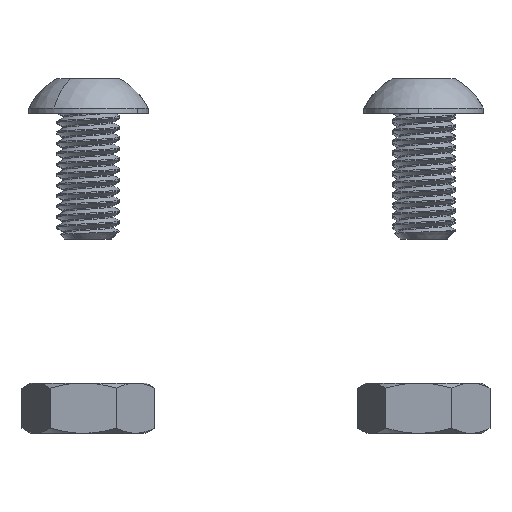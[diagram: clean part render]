
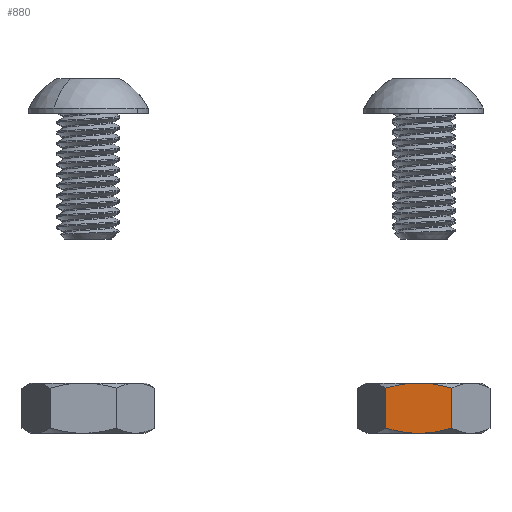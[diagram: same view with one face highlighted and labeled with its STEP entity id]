
A CAD part, front view. The second image highlights one B-rep face of the part: STEP entity #880.
In plain terms, the highlighted face is planar.
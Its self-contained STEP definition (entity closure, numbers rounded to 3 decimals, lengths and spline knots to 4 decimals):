
#711=PLANE('',#2384);
#725=B_SPLINE_CURVE_WITH_KNOTS('',3,(#4367,#4368,#4369,#4370),
 .UNSPECIFIED.,.F.,.F.,(4,4),(0.,1.),.UNSPECIFIED.);
#736=B_SPLINE_CURVE_WITH_KNOTS('',3,(#4431,#4432,#4433,#4434),
 .UNSPECIFIED.,.F.,.F.,(4,4),(0.,1.),.UNSPECIFIED.);
#737=B_SPLINE_CURVE_WITH_KNOTS('',3,(#4436,#4437,#4438,#4439),
 .UNSPECIFIED.,.F.,.F.,(4,4),(0.,1.),.UNSPECIFIED.);
#748=B_SPLINE_CURVE_WITH_KNOTS('',3,(#4502,#4503,#4504,#4505),
 .UNSPECIFIED.,.F.,.F.,(4,4),(0.,1.),.UNSPECIFIED.);
#880=ADVANCED_FACE('NONE',(#980),#711,.F.);
#980=FACE_OUTER_BOUND('',#1085,.T.);
#1085=EDGE_LOOP('',(#1586,#1587,#1588,#1589,#1590,#1591));
#1586=ORIENTED_EDGE('',*,*,#2090,.T.);
#1587=ORIENTED_EDGE('',*,*,#1990,.T.);
#1588=ORIENTED_EDGE('',*,*,#2006,.T.);
#1589=ORIENTED_EDGE('',*,*,#2088,.F.);
#1590=ORIENTED_EDGE('',*,*,#2007,.F.);
#1591=ORIENTED_EDGE('',*,*,#2023,.F.);
#1783=VERTEX_POINT('',#4365);
#1785=VERTEX_POINT('',#4371);
#1794=VERTEX_POINT('',#4430);
#1795=VERTEX_POINT('',#4440);
#1796=VERTEX_POINT('',#4441);
#1806=VERTEX_POINT('',#4501);
#1990=EDGE_CURVE('NONE',#1785,#1783,#725,.T.);
#2006=EDGE_CURVE('NONE',#1783,#1794,#736,.T.);
#2007=EDGE_CURVE('NONE',#1795,#1796,#737,.T.);
#2023=EDGE_CURVE('NONE',#1806,#1795,#748,.T.);
#2088=EDGE_CURVE('NONE',#1796,#1794,#2166,.T.);
#2090=EDGE_CURVE('NONE',#1806,#1785,#2168,.T.);
#2166=LINE('',#5517,#2244);
#2168=LINE('',#5520,#2246);
#2244=VECTOR('',#2705,1.);
#2246=VECTOR('',#2709,1.);
#2384=AXIS2_PLACEMENT_3D('',#5521,#2710,#2711);
#2705=DIRECTION('',(0.,0.,-1.));
#2709=DIRECTION('',(0.,0.,-1.));
#2710=DIRECTION('',(-1.,0.,0.));
#2711=DIRECTION('',(0.,-1.,0.));
#4365=CARTESIAN_POINT('',(2.75,0.,-1.2));
#4367=CARTESIAN_POINT('',(2.75,-1.5877,-0.9544));
#4368=CARTESIAN_POINT('',(2.75,-1.036,-1.1137));
#4369=CARTESIAN_POINT('',(2.75,-0.5229,-1.2));
#4370=CARTESIAN_POINT('',(2.75,0.,-1.2));
#4371=CARTESIAN_POINT('',(2.75,-1.5877,-0.9544));
#4430=CARTESIAN_POINT('',(2.75,1.5877,-0.9544));
#4431=CARTESIAN_POINT('',(2.75,0.,-1.2));
#4432=CARTESIAN_POINT('',(2.75,0.5259,-1.2));
#4433=CARTESIAN_POINT('',(2.75,1.0394,-1.1126));
#4434=CARTESIAN_POINT('',(2.75,1.5877,-0.9544));
#4436=CARTESIAN_POINT('',(2.75,0.,1.2));
#4437=CARTESIAN_POINT('',(2.75,0.5403,1.2));
#4438=CARTESIAN_POINT('',(2.75,1.0491,1.1099));
#4439=CARTESIAN_POINT('',(2.75,1.5877,0.9544));
#4440=CARTESIAN_POINT('',(2.75,0.,1.2));
#4441=CARTESIAN_POINT('',(2.75,1.5877,0.9544));
#4501=CARTESIAN_POINT('',(2.75,-1.5877,0.9544));
#4502=CARTESIAN_POINT('',(2.75,-1.5877,0.9544));
#4503=CARTESIAN_POINT('',(2.75,-1.045,1.111));
#4504=CARTESIAN_POINT('',(2.75,-0.5364,1.2));
#4505=CARTESIAN_POINT('',(2.75,0.,1.2));
#5517=CARTESIAN_POINT('',(2.75,1.5877,1.2));
#5520=CARTESIAN_POINT('',(2.75,-1.5877,1.2));
#5521=CARTESIAN_POINT('',(2.75,-1.5877,1.2));
